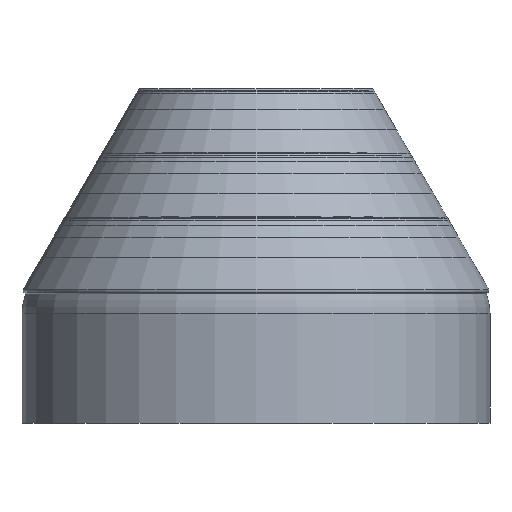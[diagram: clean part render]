
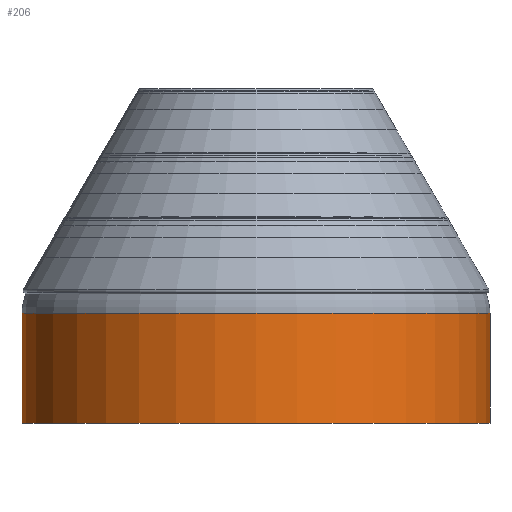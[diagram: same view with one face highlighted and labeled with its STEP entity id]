
A CAD part, left-side view. The second image highlights one B-rep face of the part: STEP entity #206.
In plain terms, the highlighted cylindrical face has radius 35 mm (diameter 70 mm), a partial arc.
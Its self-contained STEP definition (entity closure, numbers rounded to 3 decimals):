
#14=DIRECTION('',(0.,0.,1.));
#15=VECTOR('',#14,16.45);
#16=CARTESIAN_POINT('',(0.,35.,0.));
#17=LINE('',#16,#15);
#18=CARTESIAN_POINT('',(0.,0.,16.45));
#19=DIRECTION('',(0.,0.,1.));
#20=DIRECTION('',(0.,1.,0.));
#21=AXIS2_PLACEMENT_3D('',#18,#19,#20);
#23=DIRECTION('',(0.,0.,1.));
#24=VECTOR('',#23,16.45);
#25=CARTESIAN_POINT('',(0.,-35.,0.));
#26=LINE('',#25,#24);
#27=CARTESIAN_POINT('',(0.,0.,0.));
#28=DIRECTION('',(0.,0.,1.));
#29=DIRECTION('',(0.,1.,0.));
#30=AXIS2_PLACEMENT_3D('',#27,#28,#29);
#148=CARTESIAN_POINT('',(0.,35.,0.));
#149=CARTESIAN_POINT('',(0.,-35.,0.));
#150=VERTEX_POINT('',#148);
#151=VERTEX_POINT('',#149);
#172=CARTESIAN_POINT('',(0.,35.,16.45));
#173=VERTEX_POINT('',#172);
#174=CARTESIAN_POINT('',(0.,-35.,16.45));
#175=VERTEX_POINT('',#174);
#192=CARTESIAN_POINT('',(0.,0.,51.329));
#193=DIRECTION('',(0.,0.,-1.));
#194=DIRECTION('',(0.,-1.,0.));
#195=AXIS2_PLACEMENT_3D('',#192,#193,#194);
#196=CYLINDRICAL_SURFACE('',#195,35.);
#198=ORIENTED_EDGE('',*,*,#197,.T.);
#200=ORIENTED_EDGE('',*,*,#199,.T.);
#202=ORIENTED_EDGE('',*,*,#201,.F.);
#203=ORIENTED_EDGE('',*,*,#185,.F.);
#204=EDGE_LOOP('',(#198,#200,#202,#203));
#205=FACE_OUTER_BOUND('',#204,.F.);
#206=ADVANCED_FACE('',(#205),#196,.T.);
#22=CIRCLE('',#21,35.);
#31=CIRCLE('',#30,35.);
#185=EDGE_CURVE('',#150,#151,#31,.T.);
#197=EDGE_CURVE('',#150,#173,#17,.T.);
#199=EDGE_CURVE('',#173,#175,#22,.T.);
#201=EDGE_CURVE('',#151,#175,#26,.T.);
